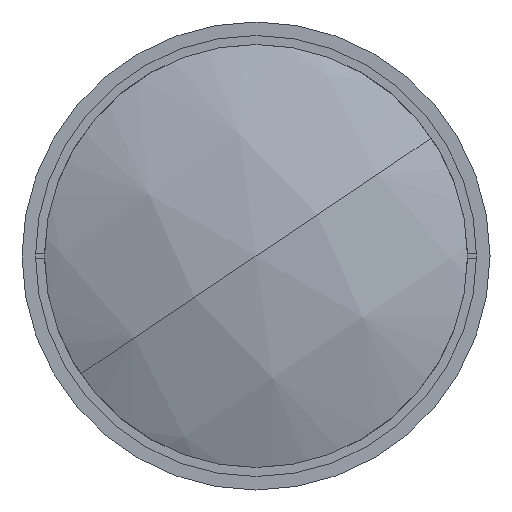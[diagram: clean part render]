
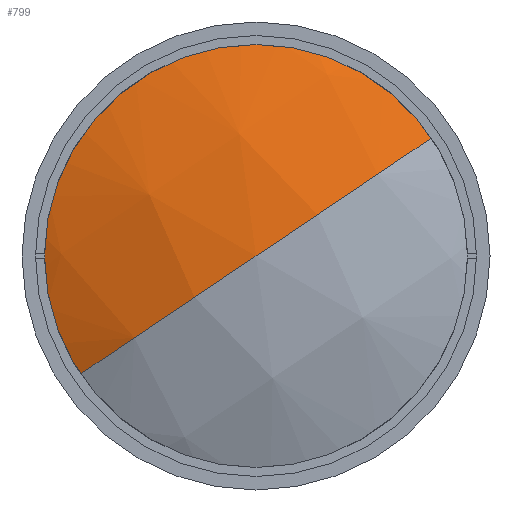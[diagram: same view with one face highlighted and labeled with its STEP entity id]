
A CAD part, left-side view. The second image highlights one B-rep face of the part: STEP entity #799.
In plain terms, the highlighted spherical face has radius 114.92 mm.
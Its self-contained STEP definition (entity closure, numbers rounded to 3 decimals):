
#30 = EDGE_LOOP ( 'NONE', ( #4268, #4367, #3172 ) ) ;
#50 = SPHERICAL_SURFACE ( 'NONE', #4228, 114.92 ) ;
#214 = DIRECTION ( 'NONE',  ( 0., 0.558, 0.83 ) ) ;
#499 = EDGE_CURVE ( 'NONE', #1688, #3176, #803, .T. ) ;
#631 = DIRECTION ( 'NONE',  ( 0., -0.83, 0.558 ) ) ;
#799 = ADVANCED_FACE ( 'NONE', ( #3265 ), #50, .T. ) ;
#803 = CIRCLE ( 'NONE', #4490, 114.92 ) ;
#1197 = CARTESIAN_POINT ( 'NONE',  ( 12.504, -39.828, 26.79 ) ) ;
#1356 = EDGE_CURVE ( 'NONE', #4718, #3176, #4515, .T. ) ;
#1366 = CARTESIAN_POINT ( 'NONE',  ( 116.92, 0., 0. ) ) ;
#1660 = DIRECTION ( 'NONE',  ( 0., -0.558, -0.83 ) ) ;
#1688 = VERTEX_POINT ( 'NONE', #1197 ) ;
#1766 = DIRECTION ( 'NONE',  ( 0., -0.83, 0.558 ) ) ;
#1782 = CARTESIAN_POINT ( 'NONE',  ( 116.92, 0., 0. ) ) ;
#1966 = CARTESIAN_POINT ( 'NONE',  ( 116.92, 0., 0. ) ) ;
#2034 = DIRECTION ( 'NONE',  ( -1., 0., 0. ) ) ;
#2337 = DIRECTION ( 'NONE',  ( 0., 0.558, 0.83 ) ) ;
#2423 = CARTESIAN_POINT ( 'NONE',  ( 2., 0., 0. ) ) ;
#2969 = CARTESIAN_POINT ( 'NONE',  ( 12.504, 39.828, -26.79 ) ) ;
#3166 = DIRECTION ( 'NONE',  ( 0., 0.83, -0.558 ) ) ;
#3172 = ORIENTED_EDGE ( 'NONE', *, *, #499, .F. ) ;
#3176 = VERTEX_POINT ( 'NONE', #2423 ) ;
#3265 = FACE_OUTER_BOUND ( 'NONE', #30, .T. ) ;
#3612 = CIRCLE ( 'NONE', #3632, 48. ) ;
#3632 = AXIS2_PLACEMENT_3D ( 'NONE', #4346, #2034, #2337 ) ;
#3708 = DIRECTION ( 'NONE',  ( 0., 0.558, 0.83 ) ) ;
#4228 = AXIS2_PLACEMENT_3D ( 'NONE', #1366, #214, #1766 ) ;
#4232 = EDGE_CURVE ( 'NONE', #1688, #4718, #3612, .T. ) ;
#4268 = ORIENTED_EDGE ( 'NONE', *, *, #4232, .T. ) ;
#4346 = CARTESIAN_POINT ( 'NONE',  ( 12.504, 0., 0. ) ) ;
#4367 = ORIENTED_EDGE ( 'NONE', *, *, #1356, .T. ) ;
#4490 = AXIS2_PLACEMENT_3D ( 'NONE', #1966, #1660, #3166 ) ;
#4515 = CIRCLE ( 'NONE', #5041, 114.92 ) ;
#4718 = VERTEX_POINT ( 'NONE', #2969 ) ;
#5041 = AXIS2_PLACEMENT_3D ( 'NONE', #1782, #3708, #631 ) ;
